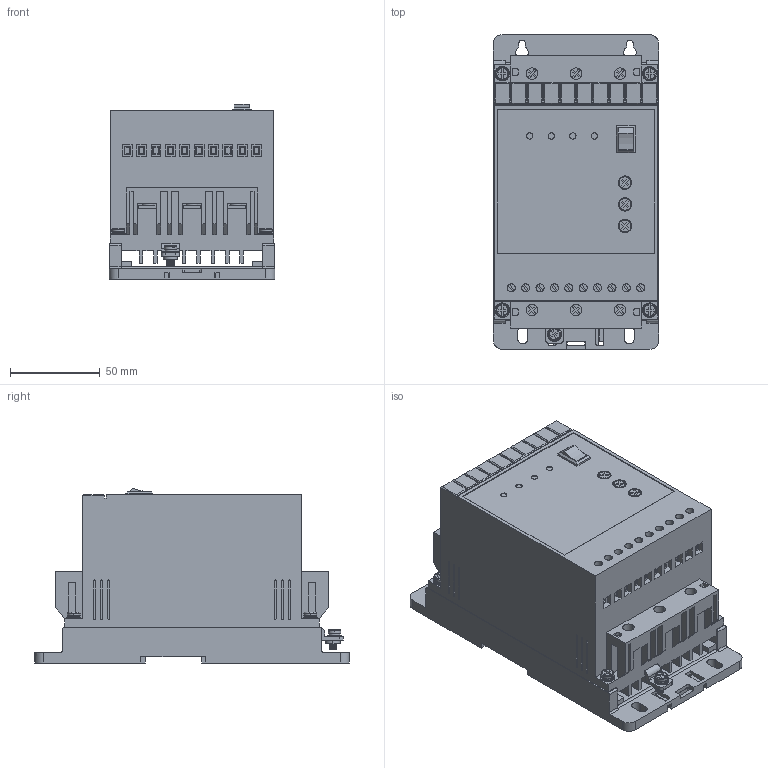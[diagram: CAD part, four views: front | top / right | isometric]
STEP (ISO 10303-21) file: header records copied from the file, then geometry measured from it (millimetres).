
FILE_DESCRIPTION (( 'STEP AP214' ), '1' );
FILE_NAME ('SFB-53-D55-A-11 ÓÏÏ SFB 3Ô 500Â 5,5êÂò 7,5A Uóïð 110-220Â Modbus ñ âûêë. ONI.STEP', '2020-10-19T16:59:58', ( '' ), ( '' ), 'SwSTEP 2.0', 'SolidWorks 2017', '' );
FILE_SCHEMA (( 'AUTOMOTIVE_DESIGN' ));
Length unit declared in the file: millimetre
Products named in the file (1): SFB-53-D55-A-11 ÓÏÏ SFB 3Ô 500Â 5,5êÂò 7,5A Uóïð 110-220Â Modbus ñ âûêë. ONI
Bounding box: 92 x 175 x 97.6 mm (x, y, z)
Volume: 1019701.8 mm3; surface area: 142761.6 mm2
Topology: 1 solids, 1 shells, 1324 faces, 3437 edges, 2234 vertices
Faces by surface type: plane 981, cylinder 297, bspline 46
Entity records: 53433 total; most frequent: CARTESIAN_POINT 22641, ORIENTED_EDGE 6874, DIRECTION 5328, EDGE_CURVE 3437, VECTOR 2584, LINE 2584, VERTEX_POINT 2234, EDGE_LOOP 1471
